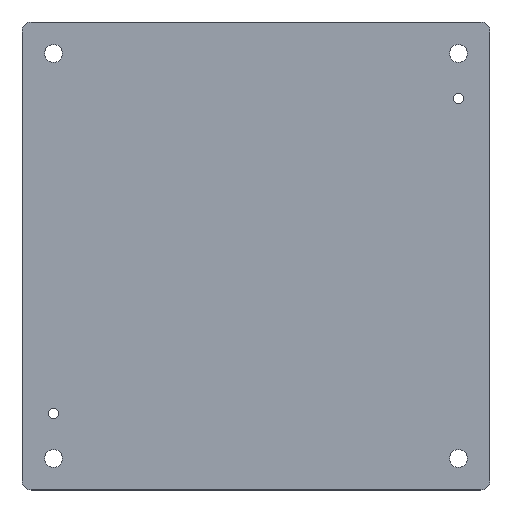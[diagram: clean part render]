
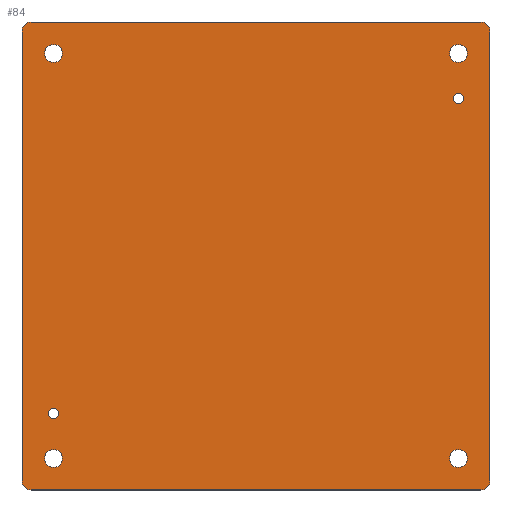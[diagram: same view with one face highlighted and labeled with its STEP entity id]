
A CAD part, top view. The second image highlights one B-rep face of the part: STEP entity #84.
In plain terms, the highlighted planar face has unit normal (0, 0, 1).
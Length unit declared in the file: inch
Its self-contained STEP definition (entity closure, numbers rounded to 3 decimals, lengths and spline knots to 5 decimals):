
#2 = EDGE_CURVE ( 'NONE', #578, #578, #218, .T. ) ;
#4 = LINE ( 'NONE', #235, #170 ) ;
#26 = VERTEX_POINT ( 'NONE', #291 ) ;
#28 = CARTESIAN_POINT ( 'NONE',  ( -5.375, 5.625, 0. ) ) ;
#38 = CARTESIAN_POINT ( 'NONE',  ( -5.625, -5.625, 0. ) ) ;
#42 = EDGE_CURVE ( 'NONE', #101, #430, #89, .T. ) ;
#46 = CIRCLE ( 'NONE', #183, 0.25 ) ;
#49 = DIRECTION ( 'NONE',  ( 1., 0., 0. ) ) ;
#53 = DIRECTION ( 'NONE',  ( -1., 0., 0. ) ) ;
#64 = CARTESIAN_POINT ( 'NONE',  ( -6.25, -6.25, 0. ) ) ;
#65 = ORIENTED_EDGE ( 'NONE', *, *, #253, .T. ) ;
#66 = DIRECTION ( 'NONE',  ( 0., 0., -1. ) ) ;
#72 = CARTESIAN_POINT ( 'NONE',  ( 0., 0., 0. ) ) ;
#76 = DIRECTION ( 'NONE',  ( 0., 0., -1. ) ) ;
#81 = AXIS2_PLACEMENT_3D ( 'NONE', #64, #243, #49 ) ;
#83 = LINE ( 'NONE', #446, #114 ) ;
#84 = ADVANCED_FACE ( 'NONE', ( #571, #481, #524, #217, #383, #175, #169 ), #519, .T. ) ;
#89 = CIRCLE ( 'NONE', #452, 0.25 ) ;
#92 = CARTESIAN_POINT ( 'NONE',  ( -6.25, 6.25, 0. ) ) ;
#101 = VERTEX_POINT ( 'NONE', #577 ) ;
#104 = VERTEX_POINT ( 'NONE', #439 ) ;
#105 = DIRECTION ( 'NONE',  ( 0., 0., -1. ) ) ;
#109 = CARTESIAN_POINT ( 'NONE',  ( 5.7655, 4.375, 0. ) ) ;
#112 = ORIENTED_EDGE ( 'NONE', *, *, #312, .F. ) ;
#114 = VECTOR ( 'NONE', #566, 39.37008 ) ;
#119 = DIRECTION ( 'NONE',  ( 0., 0., -1. ) ) ;
#120 = CARTESIAN_POINT ( 'NONE',  ( 5.875, -5.625, 0. ) ) ;
#134 = EDGE_CURVE ( 'NONE', #219, #219, #539, .T. ) ;
#138 = EDGE_CURVE ( 'NONE', #508, #508, #46, .T. ) ;
#155 = ORIENTED_EDGE ( 'NONE', *, *, #360, .F. ) ;
#156 = CARTESIAN_POINT ( 'NONE',  ( -5.625, -4.375, 0. ) ) ;
#159 = DIRECTION ( 'NONE',  ( 1., 0., 0. ) ) ;
#165 = VERTEX_POINT ( 'NONE', #338 ) ;
#166 = ORIENTED_EDGE ( 'NONE', *, *, #2, .T. ) ;
#167 = CARTESIAN_POINT ( 'NONE',  ( 5.625, 4.375, 0. ) ) ;
#168 = EDGE_LOOP ( 'NONE', ( #260 ) ) ;
#169 = FACE_OUTER_BOUND ( 'NONE', #376, .T. ) ;
#170 = VECTOR ( 'NONE', #53, 39.37008 ) ;
#175 = FACE_BOUND ( 'NONE', #328, .T. ) ;
#178 = DIRECTION ( 'NONE',  ( 0., 0., 1. ) ) ;
#182 = EDGE_CURVE ( 'NONE', #104, #372, #83, .T. ) ;
#183 = AXIS2_PLACEMENT_3D ( 'NONE', #444, #119, #302 ) ;
#184 = AXIS2_PLACEMENT_3D ( 'NONE', #92, #274, #454 ) ;
#190 = EDGE_CURVE ( 'NONE', #572, #572, #427, .T. ) ;
#216 = DIRECTION ( 'NONE',  ( 1., 0., 0. ) ) ;
#217 = FACE_BOUND ( 'NONE', #336, .T. ) ;
#218 = CIRCLE ( 'NONE', #459, 0.14065 ) ;
#219 = VERTEX_POINT ( 'NONE', #435 ) ;
#220 = DIRECTION ( 'NONE',  ( 1., 0., 0. ) ) ;
#229 = LINE ( 'NONE', #369, #554 ) ;
#233 = DIRECTION ( 'NONE',  ( 0., -1., 0. ) ) ;
#234 = AXIS2_PLACEMENT_3D ( 'NONE', #294, #335, #428 ) ;
#235 = CARTESIAN_POINT ( 'NONE',  ( 0., -6.5, 0. ) ) ;
#237 = VERTEX_POINT ( 'NONE', #109 ) ;
#243 = DIRECTION ( 'NONE',  ( 0., 0., -1. ) ) ;
#251 = CARTESIAN_POINT ( 'NONE',  ( -5.48435, -4.375, 0. ) ) ;
#253 = EDGE_CURVE ( 'NONE', #237, #237, #547, .T. ) ;
#258 = DIRECTION ( 'NONE',  ( 0., 0., -1. ) ) ;
#260 = ORIENTED_EDGE ( 'NONE', *, *, #134, .T. ) ;
#262 = DIRECTION ( 'NONE',  ( 0., 0., -1. ) ) ;
#273 = CIRCLE ( 'NONE', #81, 0.25 ) ;
#274 = DIRECTION ( 'NONE',  ( 0., 0., -1. ) ) ;
#276 = DIRECTION ( 'NONE',  ( 0., 0., -1. ) ) ;
#291 = CARTESIAN_POINT ( 'NONE',  ( -6.25, -6.5, 0. ) ) ;
#294 = CARTESIAN_POINT ( 'NONE',  ( 5.625, -5.625, 0. ) ) ;
#295 = VERTEX_POINT ( 'NONE', #386 ) ;
#298 = CARTESIAN_POINT ( 'NONE',  ( -6.5, -6.25, 0. ) ) ;
#299 = VERTEX_POINT ( 'NONE', #472 ) ;
#302 = DIRECTION ( 'NONE',  ( 1., 0., 0. ) ) ;
#304 = CARTESIAN_POINT ( 'NONE',  ( 5.625, 5.625, 0. ) ) ;
#305 = DIRECTION ( 'NONE',  ( 1., 0., 0. ) ) ;
#309 = AXIS2_PLACEMENT_3D ( 'NONE', #167, #105, #305 ) ;
#312 = EDGE_CURVE ( 'NONE', #26, #523, #273, .T. ) ;
#315 = VECTOR ( 'NONE', #233, 39.37008 ) ;
#327 = CARTESIAN_POINT ( 'NONE',  ( 6.5, 0., 0. ) ) ;
#328 = EDGE_LOOP ( 'NONE', ( #552 ) ) ;
#332 = ORIENTED_EDGE ( 'NONE', *, *, #498, .F. ) ;
#335 = DIRECTION ( 'NONE',  ( 0., 0., -1. ) ) ;
#336 = EDGE_LOOP ( 'NONE', ( #467 ) ) ;
#338 = CARTESIAN_POINT ( 'NONE',  ( 5.875, 5.625, 0. ) ) ;
#352 = AXIS2_PLACEMENT_3D ( 'NONE', #456, #276, #543 ) ;
#360 = EDGE_CURVE ( 'NONE', #430, #26, #4, .T. ) ;
#369 = CARTESIAN_POINT ( 'NONE',  ( -6.5, 0., 0. ) ) ;
#372 = VERTEX_POINT ( 'NONE', #545 ) ;
#373 = AXIS2_PLACEMENT_3D ( 'NONE', #72, #178, #582 ) ;
#375 = CIRCLE ( 'NONE', #184, 0.25 ) ;
#376 = EDGE_LOOP ( 'NONE', ( #489, #112, #155, #476, #511, #562, #420, #332 ) ) ;
#383 = FACE_BOUND ( 'NONE', #564, .T. ) ;
#386 = CARTESIAN_POINT ( 'NONE',  ( 6.5, 6.25, 0. ) ) ;
#400 = DIRECTION ( 'NONE',  ( 1., 0., 0. ) ) ;
#413 = EDGE_CURVE ( 'NONE', #372, #295, #495, .T. ) ;
#417 = EDGE_CURVE ( 'NONE', #295, #101, #457, .T. ) ;
#420 = ORIENTED_EDGE ( 'NONE', *, *, #182, .F. ) ;
#423 = EDGE_LOOP ( 'NONE', ( #65 ) ) ;
#427 = CIRCLE ( 'NONE', #234, 0.25 ) ;
#428 = DIRECTION ( 'NONE',  ( 1., 0., 0. ) ) ;
#429 = EDGE_LOOP ( 'NONE', ( #166 ) ) ;
#430 = VERTEX_POINT ( 'NONE', #551 ) ;
#435 = CARTESIAN_POINT ( 'NONE',  ( -5.375, -5.625, 0. ) ) ;
#439 = CARTESIAN_POINT ( 'NONE',  ( -6.25, 6.5, 0. ) ) ;
#442 = AXIS2_PLACEMENT_3D ( 'NONE', #304, #258, #159 ) ;
#444 = CARTESIAN_POINT ( 'NONE',  ( -5.625, 5.625, 0. ) ) ;
#446 = CARTESIAN_POINT ( 'NONE',  ( 0., 6.5, 0. ) ) ;
#452 = AXIS2_PLACEMENT_3D ( 'NONE', #475, #66, #400 ) ;
#454 = DIRECTION ( 'NONE',  ( 1., 0., 0. ) ) ;
#456 = CARTESIAN_POINT ( 'NONE',  ( 6.25, 6.25, 0. ) ) ;
#457 = LINE ( 'NONE', #327, #315 ) ;
#459 = AXIS2_PLACEMENT_3D ( 'NONE', #156, #76, #216 ) ;
#466 = EDGE_CURVE ( 'NONE', #523, #299, #229, .T. ) ;
#467 = ORIENTED_EDGE ( 'NONE', *, *, #560, .T. ) ;
#472 = CARTESIAN_POINT ( 'NONE',  ( -6.5, 6.25, 0. ) ) ;
#475 = CARTESIAN_POINT ( 'NONE',  ( 6.25, -6.25, 0. ) ) ;
#476 = ORIENTED_EDGE ( 'NONE', *, *, #42, .F. ) ;
#478 = AXIS2_PLACEMENT_3D ( 'NONE', #38, #262, #220 ) ;
#481 = FACE_BOUND ( 'NONE', #423, .T. ) ;
#489 = ORIENTED_EDGE ( 'NONE', *, *, #466, .F. ) ;
#495 = CIRCLE ( 'NONE', #352, 0.25 ) ;
#498 = EDGE_CURVE ( 'NONE', #299, #104, #375, .T. ) ;
#499 = DIRECTION ( 'NONE',  ( 0., 1., 0. ) ) ;
#503 = CIRCLE ( 'NONE', #442, 0.25 ) ;
#508 = VERTEX_POINT ( 'NONE', #28 ) ;
#511 = ORIENTED_EDGE ( 'NONE', *, *, #417, .F. ) ;
#519 = PLANE ( 'NONE',  #373 ) ;
#523 = VERTEX_POINT ( 'NONE', #298 ) ;
#524 = FACE_BOUND ( 'NONE', #429, .T. ) ;
#539 = CIRCLE ( 'NONE', #478, 0.25 ) ;
#543 = DIRECTION ( 'NONE',  ( 1., 0., 0. ) ) ;
#545 = CARTESIAN_POINT ( 'NONE',  ( 6.25, 6.5, 0. ) ) ;
#547 = CIRCLE ( 'NONE', #309, 0.1405 ) ;
#551 = CARTESIAN_POINT ( 'NONE',  ( 6.25, -6.5, 0. ) ) ;
#552 = ORIENTED_EDGE ( 'NONE', *, *, #190, .T. ) ;
#554 = VECTOR ( 'NONE', #499, 39.37008 ) ;
#558 = ORIENTED_EDGE ( 'NONE', *, *, #138, .T. ) ;
#560 = EDGE_CURVE ( 'NONE', #165, #165, #503, .T. ) ;
#562 = ORIENTED_EDGE ( 'NONE', *, *, #413, .F. ) ;
#564 = EDGE_LOOP ( 'NONE', ( #558 ) ) ;
#566 = DIRECTION ( 'NONE',  ( 1., 0., 0. ) ) ;
#571 = FACE_BOUND ( 'NONE', #168, .T. ) ;
#572 = VERTEX_POINT ( 'NONE', #120 ) ;
#577 = CARTESIAN_POINT ( 'NONE',  ( 6.5, -6.25, 0. ) ) ;
#578 = VERTEX_POINT ( 'NONE', #251 ) ;
#582 = DIRECTION ( 'NONE',  ( 1., 0., 0. ) ) ;
